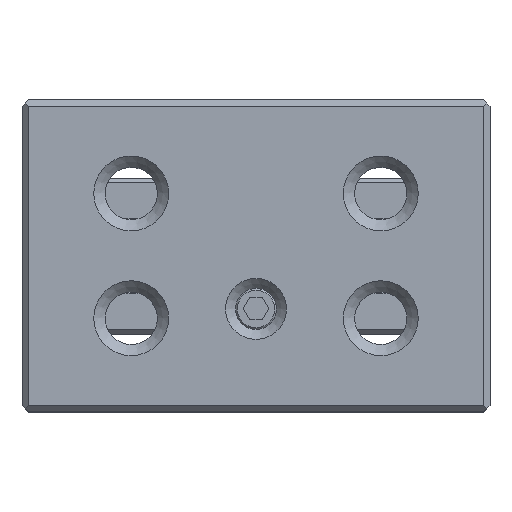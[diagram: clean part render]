
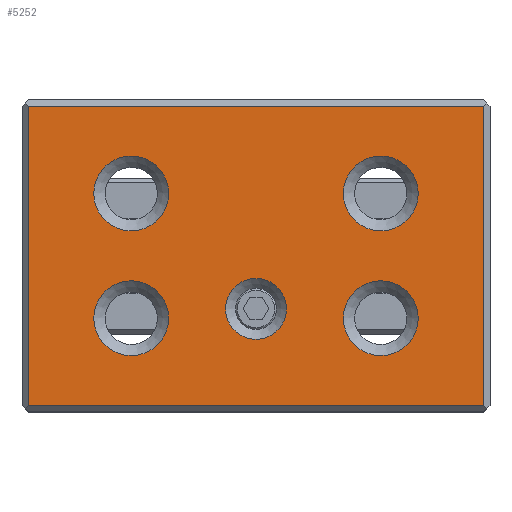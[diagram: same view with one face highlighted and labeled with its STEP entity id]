
A CAD part, top view. The second image highlights one B-rep face of the part: STEP entity #5252.
In plain terms, the highlighted planar face has unit normal (0, 0, 1).
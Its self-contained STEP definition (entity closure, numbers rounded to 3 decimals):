
#5252=ADVANCED_FACE('',(#9299,#9300,#9301,#9302,#9303,#9304),#5947,.T.);
#5947=PLANE('',#16956);
#6793=LINE('',#21592,#8205);
#6794=LINE('',#21595,#8206);
#6795=LINE('',#21597,#8207);
#6796=LINE('',#21599,#8208);
#8205=VECTOR('',#17936,1.);
#8206=VECTOR('',#17937,1.);
#8207=VECTOR('',#17938,1.);
#8208=VECTOR('',#17939,1.);
#9299=FACE_BOUND('',#9478,.T.);
#9300=FACE_BOUND('',#9479,.T.);
#9301=FACE_BOUND('',#9480,.T.);
#9302=FACE_BOUND('',#9481,.T.);
#9303=FACE_BOUND('',#9482,.T.);
#9304=FACE_BOUND('',#9483,.T.);
#9478=EDGE_LOOP('',(#10777));
#9479=EDGE_LOOP('',(#10778));
#9480=EDGE_LOOP('',(#10779));
#9481=EDGE_LOOP('',(#10780));
#9482=EDGE_LOOP('',(#10781));
#9483=EDGE_LOOP('',(#10782,#10783,#10784,#10785));
#10777=ORIENTED_EDGE('',*,*,#15599,.T.);
#10778=ORIENTED_EDGE('',*,*,#15600,.T.);
#10779=ORIENTED_EDGE('',*,*,#15601,.T.);
#10780=ORIENTED_EDGE('',*,*,#15602,.T.);
#10781=ORIENTED_EDGE('',*,*,#15603,.T.);
#10782=ORIENTED_EDGE('',*,*,#15604,.T.);
#10783=ORIENTED_EDGE('',*,*,#15605,.T.);
#10784=ORIENTED_EDGE('',*,*,#15606,.T.);
#10785=ORIENTED_EDGE('',*,*,#15607,.T.);
#14365=VERTEX_POINT('',#21583);
#14366=VERTEX_POINT('',#21585);
#14367=VERTEX_POINT('',#21587);
#14368=VERTEX_POINT('',#21589);
#14369=VERTEX_POINT('',#21591);
#14370=VERTEX_POINT('',#21593);
#14371=VERTEX_POINT('',#21594);
#14372=VERTEX_POINT('',#21596);
#14373=VERTEX_POINT('',#21598);
#15599=EDGE_CURVE('',#14365,#14365,#16883,.T.);
#15600=EDGE_CURVE('',#14366,#14366,#16884,.T.);
#15601=EDGE_CURVE('',#14367,#14367,#16885,.T.);
#15602=EDGE_CURVE('',#14368,#14368,#16886,.T.);
#15603=EDGE_CURVE('',#14369,#14369,#16887,.T.);
#15604=EDGE_CURVE('',#14370,#14371,#6793,.T.);
#15605=EDGE_CURVE('',#14371,#14372,#6794,.T.);
#15606=EDGE_CURVE('',#14372,#14373,#6795,.T.);
#15607=EDGE_CURVE('',#14373,#14370,#6796,.T.);
#16883=CIRCLE('',#16951,0.975);
#16884=CIRCLE('',#16952,1.2);
#16885=CIRCLE('',#16953,1.2);
#16886=CIRCLE('',#16954,1.2);
#16887=CIRCLE('',#16955,1.2);
#16951=AXIS2_PLACEMENT_3D('',#21582,#17926,#17927);
#16952=AXIS2_PLACEMENT_3D('',#21584,#17928,#17929);
#16953=AXIS2_PLACEMENT_3D('',#21586,#17930,#17931);
#16954=AXIS2_PLACEMENT_3D('',#21588,#17932,#17933);
#16955=AXIS2_PLACEMENT_3D('',#21590,#17934,#17935);
#16956=AXIS2_PLACEMENT_3D('',#21600,#17940,#17941);
#17926=DIRECTION('',(0.,0.,-1.));
#17927=DIRECTION('',(1.,0.,0.));
#17928=DIRECTION('',(0.,0.,-1.));
#17929=DIRECTION('',(1.,0.,0.));
#17930=DIRECTION('',(0.,0.,-1.));
#17931=DIRECTION('',(1.,0.,0.));
#17932=DIRECTION('',(0.,0.,-1.));
#17933=DIRECTION('',(1.,0.,0.));
#17934=DIRECTION('',(0.,0.,-1.));
#17935=DIRECTION('',(1.,0.,0.));
#17936=DIRECTION('',(1.,0.,0.));
#17937=DIRECTION('',(0.,1.,0.));
#17938=DIRECTION('',(-1.,0.,0.));
#17939=DIRECTION('',(0.,-1.,0.));
#17940=DIRECTION('',(0.,0.,1.));
#17941=DIRECTION('',(1.,0.,0.));
#21582=CARTESIAN_POINT('',(7.5,0.8,6.));
#21583=CARTESIAN_POINT('',(8.475,0.8,6.));
#21584=CARTESIAN_POINT('',(3.5,0.5,6.));
#21585=CARTESIAN_POINT('',(4.7,0.5,6.));
#21586=CARTESIAN_POINT('',(3.5,4.5,6.));
#21587=CARTESIAN_POINT('',(4.7,4.5,6.));
#21588=CARTESIAN_POINT('',(11.5,0.5,6.));
#21589=CARTESIAN_POINT('',(12.7,0.5,6.));
#21590=CARTESIAN_POINT('',(11.5,4.5,6.));
#21591=CARTESIAN_POINT('',(12.7,4.5,6.));
#21592=CARTESIAN_POINT('',(7.5,-2.3,6.));
#21593=CARTESIAN_POINT('',(0.2,-2.3,6.));
#21594=CARTESIAN_POINT('',(14.8,-2.3,6.));
#21595=CARTESIAN_POINT('',(14.8,2.5,6.));
#21596=CARTESIAN_POINT('',(14.8,7.3,6.));
#21597=CARTESIAN_POINT('',(7.5,7.3,6.));
#21598=CARTESIAN_POINT('',(0.2,7.3,6.));
#21599=CARTESIAN_POINT('',(0.2,2.5,6.));
#21600=CARTESIAN_POINT('',(7.5,2.5,6.));
